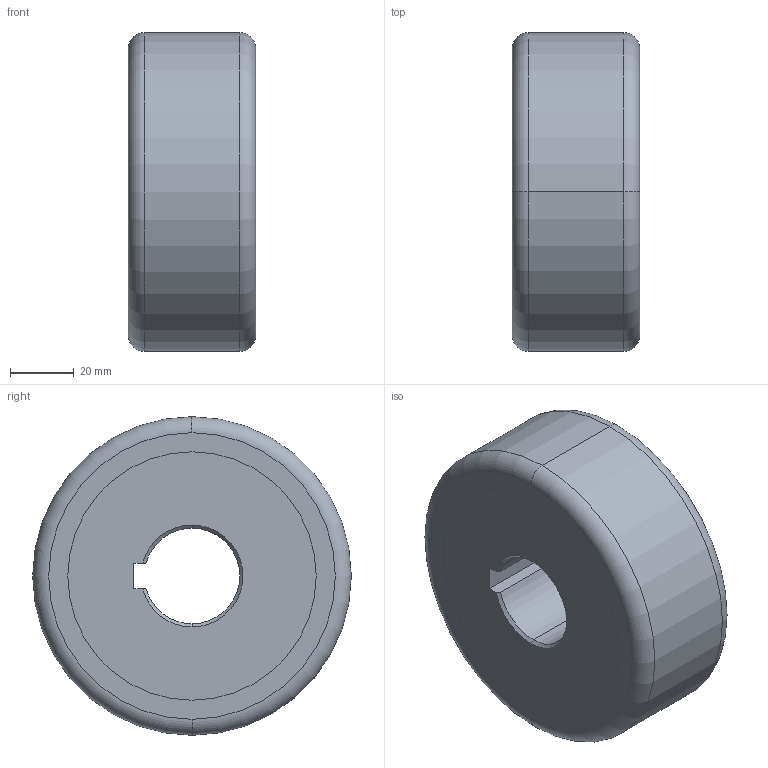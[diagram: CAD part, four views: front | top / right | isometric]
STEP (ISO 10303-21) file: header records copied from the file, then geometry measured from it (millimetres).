
FILE_DESCRIPTION (( 'STEP AP214' ), '1' );
FILE_NAME ('0030852.step', '2022-12-02T13:11:52', ( '' ), ( '' ), 'SwSTEP 2.0', 'SolidWorks 2020', '' );
FILE_SCHEMA (( 'AUTOMOTIVE_DESIGN' ));
Length unit declared in the file: millimetre
Products named in the file (1): 0030852
Bounding box: 40 x 100 x 100 mm (x, y, z)
Volume: 281387.5 mm3; surface area: 49444 mm2
Topology: 2 solids, 2 shells, 30 faces, 66 edges, 40 vertices
Faces by surface type: cone 14, plane 7, cylinder 5, torus 4
Entity records: 1017 total; most frequent: DIRECTION 160, CARTESIAN_POINT 149, ORIENTED_EDGE 132, AXIS2_PLACEMENT_3D 67, EDGE_CURVE 66, VERTEX_POINT 40, CIRCLE 36, EDGE_LOOP 34
